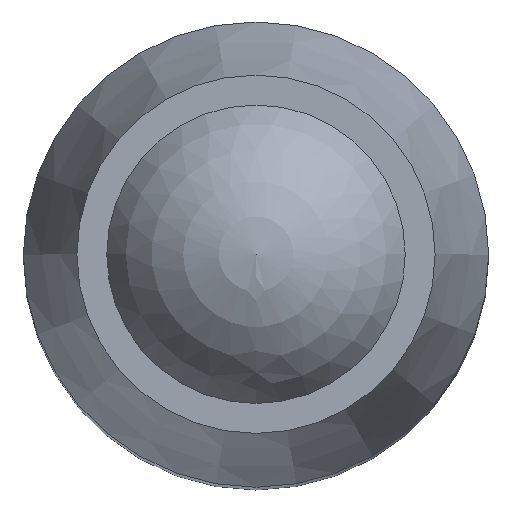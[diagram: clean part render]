
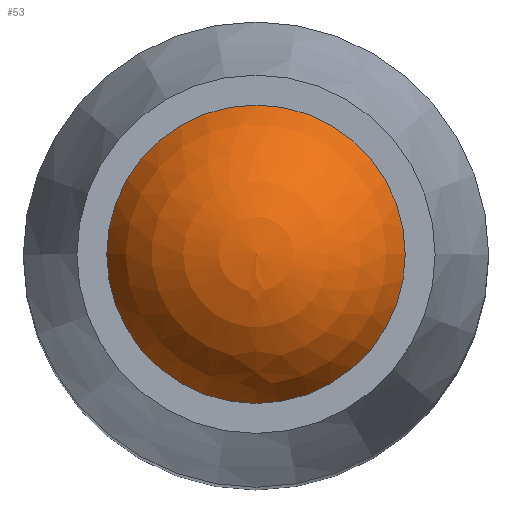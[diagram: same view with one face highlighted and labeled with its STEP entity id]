
A CAD part, top view. The second image highlights one B-rep face of the part: STEP entity #53.
In plain terms, the highlighted spherical face has radius 3.5 mm.
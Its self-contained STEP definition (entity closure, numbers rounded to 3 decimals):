
#53 = ADVANCED_FACE( '', ( #115, #116 ), #117, .T. );
#115 = FACE_BOUND( '', #186, .T. );
#116 = FACE_OUTER_BOUND( '', #187, .T. );
#117 = SPHERICAL_SURFACE( '', #188, 3.5 );
#186 = VERTEX_LOOP( '', #272 );
#187 = EDGE_LOOP( '', ( #273 ) );
#188 = AXIS2_PLACEMENT_3D( '', #274, #275, #276 );
#272 = VERTEX_POINT( '', #404 );
#273 = ORIENTED_EDGE( '', *, *, #405, .T. );
#274 = CARTESIAN_POINT( '', ( 0., 0., 37.5 ) );
#275 = DIRECTION( '', ( 0., 0., 1. ) );
#276 = DIRECTION( '', ( 0., -1., 0. ) );
#404 = CARTESIAN_POINT( '', ( 0., 0., 41. ) );
#405 = EDGE_CURVE( '', #476, #476, #477, .T. );
#476 = VERTEX_POINT( '', #565 );
#477 = CIRCLE( '', #566, 3.208 );
#565 = CARTESIAN_POINT( '', ( 3.208, 0., 38.9 ) );
#566 = AXIS2_PLACEMENT_3D( '', #642, #643, #644 );
#642 = CARTESIAN_POINT( '', ( 0., 0., 38.9 ) );
#643 = DIRECTION( '', ( 0., 0., 1. ) );
#644 = DIRECTION( '', ( 1., 0., 0. ) );
